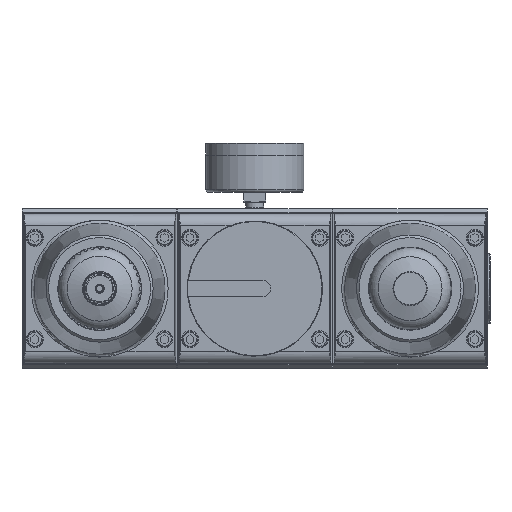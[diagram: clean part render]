
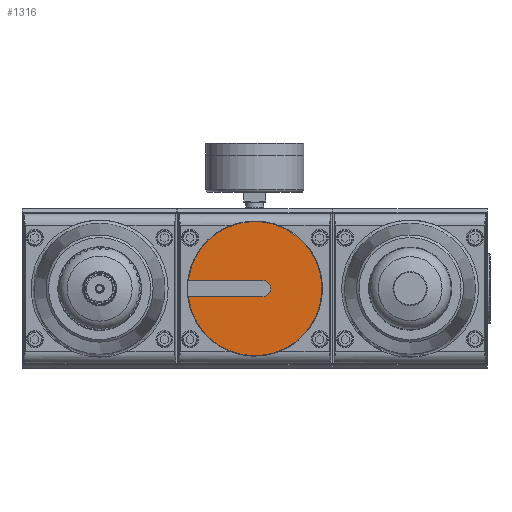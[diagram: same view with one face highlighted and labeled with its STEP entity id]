
A CAD part, front view. The second image highlights one B-rep face of the part: STEP entity #1316.
In plain terms, the highlighted planar face has unit normal (0, -1, 0).
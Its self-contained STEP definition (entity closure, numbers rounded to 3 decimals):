
#1316 = ADVANCED_FACE( '', ( #3998 ), #3999, .F. );
#3998 = FACE_OUTER_BOUND( '', #7442, .T. );
#3999 = PLANE( '', #7443 );
#7442 = EDGE_LOOP( '', ( #16041, #16042, #16043, #16044 ) );
#7443 = AXIS2_PLACEMENT_3D( '', #16045, #16046, #16047 );
#16041 = ORIENTED_EDGE( '', *, *, #22709, .F. );
#16042 = ORIENTED_EDGE( '', *, *, #22706, .F. );
#16043 = ORIENTED_EDGE( '', *, *, #23035, .F. );
#16044 = ORIENTED_EDGE( '', *, *, #22712, .T. );
#16045 = CARTESIAN_POINT( '', ( 43.2, -2.5, 0. ) );
#16046 = DIRECTION( '', ( 0., 1., 0. ) );
#16047 = DIRECTION( '', ( 0., 0., 1. ) );
#22706 = EDGE_CURVE( '', #27767, #27769, #27770, .F. );
#22709 = EDGE_CURVE( '', #27769, #27774, #27775, .T. );
#22712 = EDGE_CURVE( '', #27779, #27774, #27780, .T. );
#23035 = EDGE_CURVE( '', #27779, #27767, #28303, .T. );
#27767 = VERTEX_POINT( '', #37408 );
#27769 = VERTEX_POINT( '', #37411 );
#27770 = CIRCLE( '', #37412, 5.25 );
#27774 = VERTEX_POINT( '', #37418 );
#27775 = LINE( '', #37419, #37420 );
#27779 = VERTEX_POINT( '', #37429 );
#27780 = CIRCLE( '', #37430, 43.2 );
#28303 = LINE( '', #38581, #38582 );
#37408 = CARTESIAN_POINT( '', ( 5., -2.5, -5.25 ) );
#37411 = CARTESIAN_POINT( '', ( 5., -2.5, 5.25 ) );
#37412 = AXIS2_PLACEMENT_3D( '', #45859, #45860, #45861 );
#37418 = CARTESIAN_POINT( '', ( -42.88, -2.5, 5.25 ) );
#37419 = CARTESIAN_POINT( '', ( 43.2, -2.5, 5.25 ) );
#37420 = VECTOR( '', #45864, 1000. );
#37429 = CARTESIAN_POINT( '', ( -42.88, -2.5, -5.25 ) );
#37430 = AXIS2_PLACEMENT_3D( '', #45868, #45869, #45870 );
#38581 = CARTESIAN_POINT( '', ( 43.2, -2.5, -5.25 ) );
#38582 = VECTOR( '', #46352, 1000. );
#45859 = CARTESIAN_POINT( '', ( 5., -2.5, 0. ) );
#45860 = DIRECTION( '', ( 0., 1., 0. ) );
#45861 = DIRECTION( '', ( 0., 0., 1. ) );
#45864 = DIRECTION( '', ( -1., 0., 0. ) );
#45868 = CARTESIAN_POINT( '', ( 0., -2.5, 0. ) );
#45869 = DIRECTION( '', ( 0., -1., 0. ) );
#45870 = DIRECTION( '', ( 0., 0., -1. ) );
#46352 = DIRECTION( '', ( 1., 0., 0. ) );
